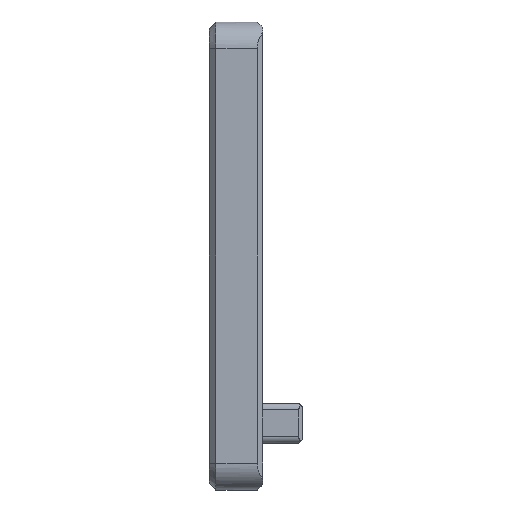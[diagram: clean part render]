
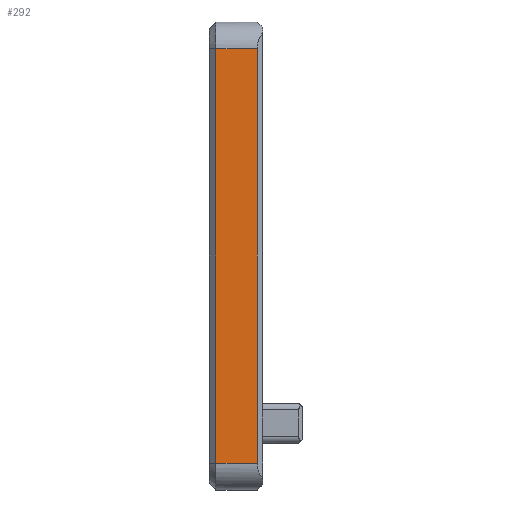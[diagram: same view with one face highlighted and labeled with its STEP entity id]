
A CAD part, left-side view. The second image highlights one B-rep face of the part: STEP entity #292.
In plain terms, the highlighted planar face has unit normal (-1, 0, 0).
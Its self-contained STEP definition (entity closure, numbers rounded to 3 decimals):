
#292 = ADVANCED_FACE ( 'NONE', ( #4328 ), #2965, .F. ) ;
#384 = VECTOR ( 'NONE', #1639, 1000. ) ;
#385 = DIRECTION ( 'NONE',  ( 0., 1., 0. ) ) ;
#386 = EDGE_CURVE ( 'NONE', #2371, #2539, #4066, .T. ) ;
#616 = DIRECTION ( 'NONE',  ( 0., -1., 0. ) ) ;
#657 = VERTEX_POINT ( 'NONE', #2485 ) ;
#747 = LINE ( 'NONE', #3160, #1209 ) ;
#800 = ORIENTED_EDGE ( 'NONE', *, *, #2724, .T. ) ;
#924 = CARTESIAN_POINT ( 'NONE',  ( -30., 0.4, -17.5 ) ) ;
#1035 = EDGE_CURVE ( 'NONE', #2539, #657, #747, .T. ) ;
#1209 = VECTOR ( 'NONE', #4156, 1000. ) ;
#1252 = DIRECTION ( 'NONE',  ( 0., 0., -1. ) ) ;
#1474 = CARTESIAN_POINT ( 'NONE',  ( -30., 3.5, 15.5 ) ) ;
#1639 = DIRECTION ( 'NONE',  ( 0., 0., 1. ) ) ;
#1692 = CARTESIAN_POINT ( 'NONE',  ( -30., 0.4, -15.5 ) ) ;
#1725 = VERTEX_POINT ( 'NONE', #1692 ) ;
#1912 = ORIENTED_EDGE ( 'NONE', *, *, #386, .T. ) ;
#1919 = CARTESIAN_POINT ( 'NONE',  ( -30., 4., -17.5 ) ) ;
#2013 = CARTESIAN_POINT ( 'NONE',  ( -30., 4., 15.5 ) ) ;
#2371 = VERTEX_POINT ( 'NONE', #3082 ) ;
#2485 = CARTESIAN_POINT ( 'NONE',  ( -30., 3.5, -15.5 ) ) ;
#2539 = VERTEX_POINT ( 'NONE', #1474 ) ;
#2614 = LINE ( 'NONE', #3975, #4067 ) ;
#2724 = EDGE_CURVE ( 'NONE', #1725, #2371, #2903, .T. ) ;
#2897 = ORIENTED_EDGE ( 'NONE', *, *, #3750, .T. ) ;
#2903 = LINE ( 'NONE', #924, #384 ) ;
#2924 = EDGE_LOOP ( 'NONE', ( #1912, #3613, #2897, #800 ) ) ;
#2965 = PLANE ( 'NONE',  #3354 ) ;
#3082 = CARTESIAN_POINT ( 'NONE',  ( -30., 0.4, 15.5 ) ) ;
#3160 = CARTESIAN_POINT ( 'NONE',  ( -30., 3.5, -15.5 ) ) ;
#3264 = DIRECTION ( 'NONE',  ( 1., 0., 0. ) ) ;
#3354 = AXIS2_PLACEMENT_3D ( 'NONE', #1919, #3264, #1252 ) ;
#3613 = ORIENTED_EDGE ( 'NONE', *, *, #1035, .T. ) ;
#3750 = EDGE_CURVE ( 'NONE', #657, #1725, #2614, .T. ) ;
#3923 = VECTOR ( 'NONE', #385, 1000. ) ;
#3975 = CARTESIAN_POINT ( 'NONE',  ( -30., 4., -15.5 ) ) ;
#4066 = LINE ( 'NONE', #2013, #3923 ) ;
#4067 = VECTOR ( 'NONE', #616, 1000. ) ;
#4156 = DIRECTION ( 'NONE',  ( 0., 0., -1. ) ) ;
#4328 = FACE_OUTER_BOUND ( 'NONE', #2924, .T. ) ;
